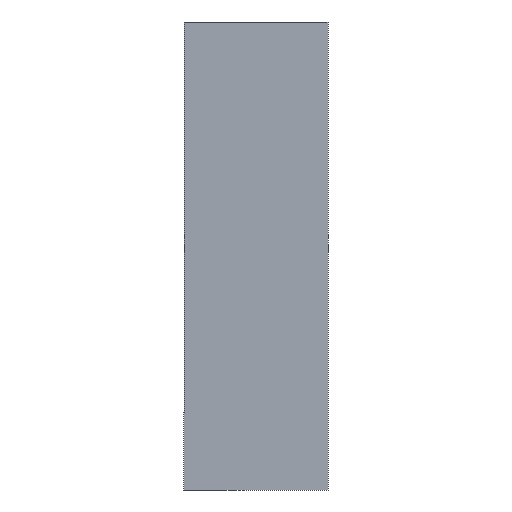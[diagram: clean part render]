
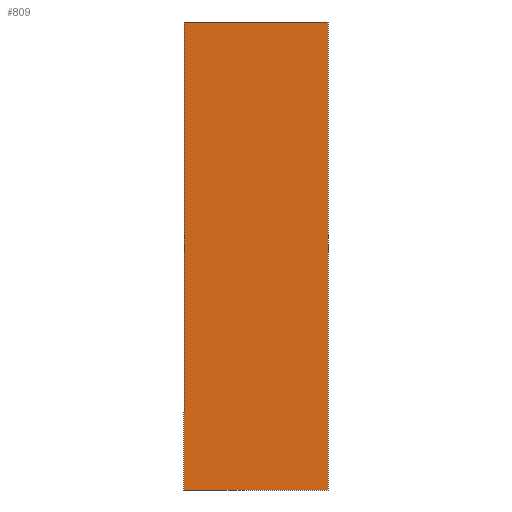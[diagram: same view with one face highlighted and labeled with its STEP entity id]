
A CAD part, left-side view. The second image highlights one B-rep face of the part: STEP entity #809.
In plain terms, the highlighted face is planar.
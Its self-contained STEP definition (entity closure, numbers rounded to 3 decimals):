
#1 = CARTESIAN_POINT ( 'NONE',  ( -65., -20., -5. ) ) ;
#49 = LINE ( 'NONE', #548, #692 ) ;
#53 = VECTOR ( 'NONE', #299, 1000. ) ;
#68 = VECTOR ( 'NONE', #264, 1000. ) ;
#100 = CARTESIAN_POINT ( 'NONE',  ( 65., -20., -5. ) ) ;
#127 = DIRECTION ( 'NONE',  ( 1., 0., 0. ) ) ;
#134 = EDGE_CURVE ( 'NONE', #338, #270, #701, .T. ) ;
#224 = CARTESIAN_POINT ( 'NONE',  ( 65., -14., -5. ) ) ;
#264 = DIRECTION ( 'NONE',  ( 0., -1., 0. ) ) ;
#270 = VERTEX_POINT ( 'NONE', #1 ) ;
#299 = DIRECTION ( 'NONE',  ( -1., 0., 0. ) ) ;
#307 = EDGE_CURVE ( 'NONE', #567, #338, #428, .T. ) ;
#312 = FACE_OUTER_BOUND ( 'NONE', #764, .T. ) ;
#317 = CARTESIAN_POINT ( 'NONE',  ( -65., -14., -5. ) ) ;
#338 = VERTEX_POINT ( 'NONE', #481 ) ;
#405 = VERTEX_POINT ( 'NONE', #100 ) ;
#428 = LINE ( 'NONE', #741, #53 ) ;
#434 = AXIS2_PLACEMENT_3D ( 'NONE', #689, #626, #563 ) ;
#435 = PLANE ( 'NONE',  #434 ) ;
#457 = ORIENTED_EDGE ( 'NONE', *, *, #474, .F. ) ;
#474 = EDGE_CURVE ( 'NONE', #270, #405, #49, .T. ) ;
#479 = DIRECTION ( 'NONE',  ( 0., 1., 0. ) ) ;
#481 = CARTESIAN_POINT ( 'NONE',  ( -65., 20., -5. ) ) ;
#548 = CARTESIAN_POINT ( 'NONE',  ( 59., -20., -5. ) ) ;
#563 = DIRECTION ( 'NONE',  ( -1., 0., 0. ) ) ;
#567 = VERTEX_POINT ( 'NONE', #647 ) ;
#626 = DIRECTION ( 'NONE',  ( 0., 0., -1. ) ) ;
#647 = CARTESIAN_POINT ( 'NONE',  ( 65., 20., -5. ) ) ;
#689 = CARTESIAN_POINT ( 'NONE',  ( -59., -14., -5. ) ) ;
#690 = ORIENTED_EDGE ( 'NONE', *, *, #772, .F. ) ;
#692 = VECTOR ( 'NONE', #127, 1000. ) ;
#701 = LINE ( 'NONE', #317, #68 ) ;
#731 = ORIENTED_EDGE ( 'NONE', *, *, #134, .F. ) ;
#741 = CARTESIAN_POINT ( 'NONE',  ( 59., 20., -5. ) ) ;
#752 = VECTOR ( 'NONE', #479, 1000. ) ;
#764 = EDGE_LOOP ( 'NONE', ( #457, #731, #811, #690 ) ) ;
#772 = EDGE_CURVE ( 'NONE', #405, #567, #791, .T. ) ;
#791 = LINE ( 'NONE', #224, #752 ) ;
#809 = ADVANCED_FACE ( 'NONE', ( #312 ), #435, .T. ) ;
#811 = ORIENTED_EDGE ( 'NONE', *, *, #307, .F. ) ;
